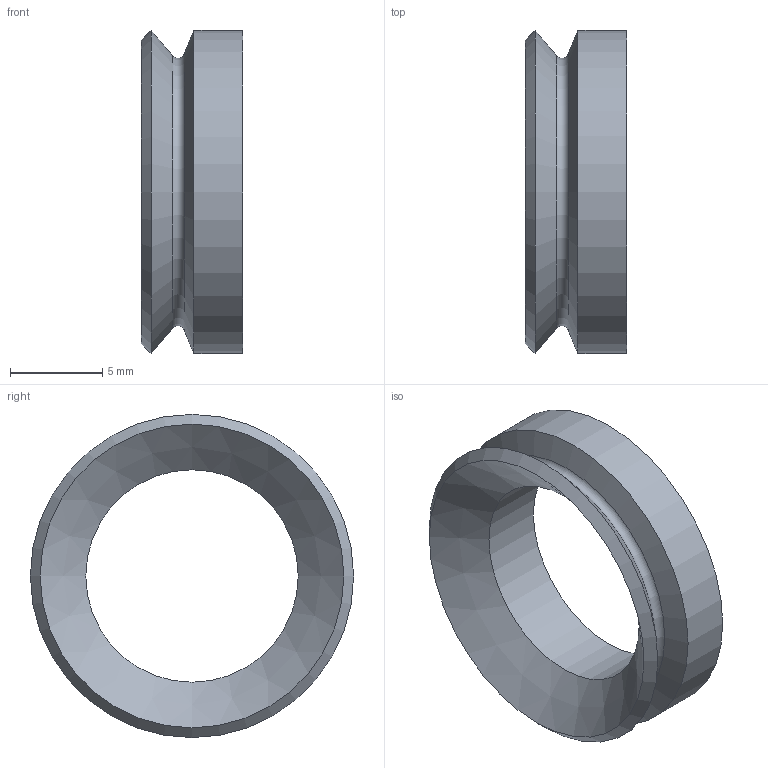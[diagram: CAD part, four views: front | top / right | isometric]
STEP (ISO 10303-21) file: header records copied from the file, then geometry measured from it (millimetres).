
FILE_DESCRIPTION(/* description */ ('STEP AP214'),/* implementation_level */ '2;1');
FILE_NAME(/* name */ 'SKF_10 VA V',/* time_stamp */ '2025-11-19T12:35:15+01:00',/* author */ ('License CC BY-ND 4.0'),/* organization */ ('CADENAS'),/* preprocessor_version */ 'ST-DEVELOPER v20',/* originating_system */ 'PARTsolutions',/* authorisation */ ' ');
FILE_SCHEMA (('AUTOMOTIVE_DESIGN {1 0 10303 214 3 1 1}'));
Length unit declared in the file: millimetre
Products named in the file (1): SKF_10 VA V
Bounding box: 5.5 x 17.5 x 17.5 mm (x, y, z)
Volume: 531.5 mm3; surface area: 784.3 mm2
Topology: 1 solids, 1 shells, 8 faces, 15 edges, 8 vertices
Faces by surface type: cone 4, cylinder 2, plane 1, torus 1
Full cylindrical faces by diameter (mm): 11.5 x1, 17.5 x1
Entity records: 198 total; most frequent: DIRECTION 34, CARTESIAN_POINT 25, AXIS2_PLACEMENT_3D 17, ORIENTED_EDGE 16, EDGE_LOOP 16, FACE_BOUND 16, EDGE_CURVE 8, VERTEX_POINT 8
